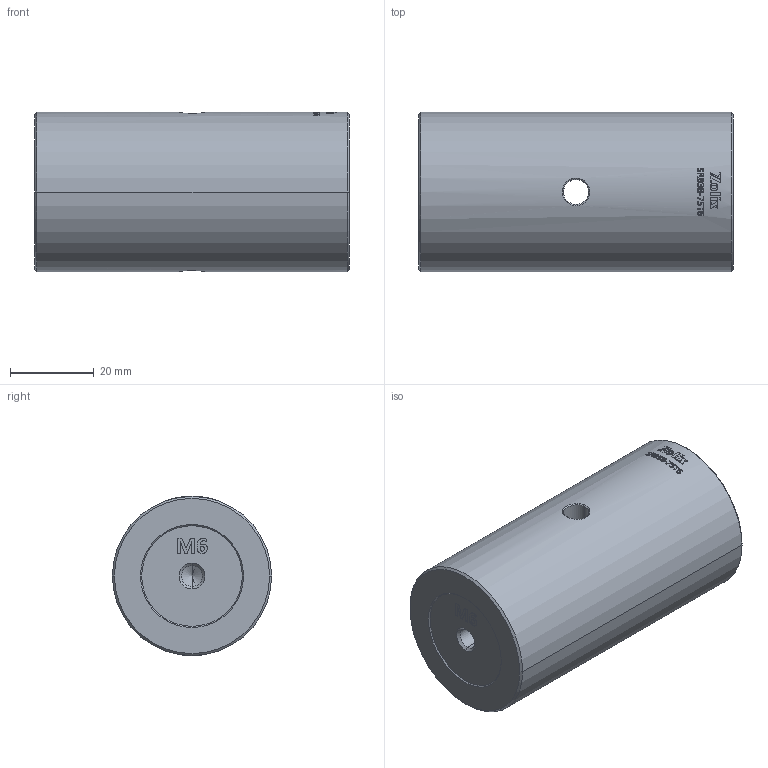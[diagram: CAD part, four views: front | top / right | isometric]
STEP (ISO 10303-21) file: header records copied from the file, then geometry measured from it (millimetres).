
FILE_DESCRIPTION (( 'STEP AP203' ), '1' );
FILE_NAME ('SRB38-75T6.STEP', '2025-08-19T05:40:19', ( '' ), ( '' ), 'SwSTEP 2.0', 'SolidWorks 2020', '' );
FILE_SCHEMA (( 'CONFIG_CONTROL_DESIGN' ));
Length unit declared in the file: millimetre
Products named in the file (1): SRB38-75T6
Bounding box: 75 x 38 x 38 mm (x, y, z)
Volume: 83303.9 mm3; surface area: 12205.3 mm2
Topology: 1 solids, 1 shells, 442 faces, 1205 edges, 796 vertices
Faces by surface type: bspline 306, plane 88, cylinder 34, cone 14
Entity records: 29354 total; most frequent: CARTESIAN_POINT 20732, ORIENTED_EDGE 2402, EDGE_CURVE 1201, B_SPLINE_CURVE_WITH_KNOTS 905, VERTEX_POINT 796, DIRECTION 666, EDGE_LOOP 479, FACE_OUTER_BOUND 442
